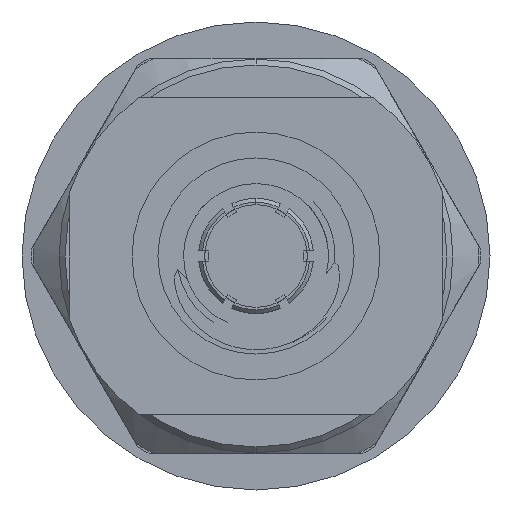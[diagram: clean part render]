
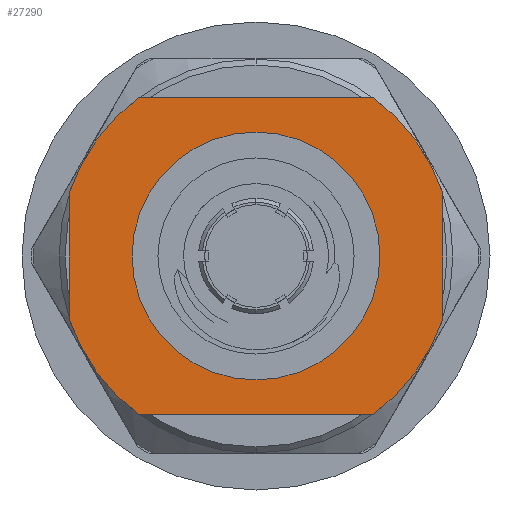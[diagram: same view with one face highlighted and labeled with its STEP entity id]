
A CAD part, left-side view. The second image highlights one B-rep face of the part: STEP entity #27290.
In plain terms, the highlighted face is planar.
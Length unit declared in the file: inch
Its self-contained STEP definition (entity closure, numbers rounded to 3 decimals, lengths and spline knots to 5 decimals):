
#494 = CARTESIAN_POINT ( 'NONE',  ( 0.87777, 0.09308, -0.125 ) ) ;
#771 = ORIENTED_EDGE ( 'NONE', *, *, #31031, .T. ) ;
#1064 = VERTEX_POINT ( 'NONE', #29076 ) ;
#2063 = EDGE_CURVE ( 'NONE', #6004, #5997, #10575, .T. ) ;
#2078 = EDGE_CURVE ( 'NONE', #1064, #17489, #6233, .T. ) ;
#2412 = CARTESIAN_POINT ( 'NONE',  ( 0.87777, 0.15585, 0.125 ) ) ;
#2429 = EDGE_CURVE ( 'NONE', #17489, #1064, #16915, .T. ) ;
#2872 = CIRCLE ( 'NONE', #17116, 0.15585 ) ;
#2884 = CARTESIAN_POINT ( 'NONE',  ( 0.87777, 0.14756, 0. ) ) ;
#3042 = LINE ( 'NONE', #12764, #18961 ) ;
#3186 = AXIS2_PLACEMENT_3D ( 'NONE', #26873, #29263, #7406 ) ;
#3270 = ORIENTED_EDGE ( 'NONE', *, *, #16525, .F. ) ;
#3431 = EDGE_CURVE ( 'NONE', #18302, #8559, #3042, .T. ) ;
#3483 = PLANE ( 'NONE',  #15210 ) ;
#3862 = EDGE_CURVE ( 'NONE', #20374, #28937, #11859, .T. ) ;
#4642 = DIRECTION ( 'NONE',  ( 0., 0., -1. ) ) ;
#5593 = DIRECTION ( 'NONE',  ( 0., -1., 0. ) ) ;
#5672 = DIRECTION ( 'NONE',  ( 0., 0., -1. ) ) ;
#5753 = LINE ( 'NONE', #2884, #10457 ) ;
#5997 = VERTEX_POINT ( 'NONE', #27526 ) ;
#6004 = VERTEX_POINT ( 'NONE', #17916 ) ;
#6198 = DIRECTION ( 'NONE',  ( 0., 0., -1. ) ) ;
#6233 = CIRCLE ( 'NONE', #13340, 0.06 ) ;
#6805 = CARTESIAN_POINT ( 'NONE',  ( 0.87777, 0., 0. ) ) ;
#7406 = DIRECTION ( 'NONE',  ( 0., 0., -1. ) ) ;
#8373 = CARTESIAN_POINT ( 'NONE',  ( 0.87777, 0., 0. ) ) ;
#8559 = VERTEX_POINT ( 'NONE', #29230 ) ;
#8635 = CARTESIAN_POINT ( 'NONE',  ( 0.87777, 0., 0. ) ) ;
#10090 = DIRECTION ( 'NONE',  ( 1., 0., 0. ) ) ;
#10150 = VERTEX_POINT ( 'NONE', #23469 ) ;
#10457 = VECTOR ( 'NONE', #10862, 39.37008 ) ;
#10575 = LINE ( 'NONE', #15335, #28115 ) ;
#10677 = DIRECTION ( 'NONE',  ( 0., 0., -1. ) ) ;
#10833 = CARTESIAN_POINT ( 'NONE',  ( 0.87777, 0.09308, 0.125 ) ) ;
#10862 = DIRECTION ( 'NONE',  ( 0., 0., -1. ) ) ;
#10893 = CIRCLE ( 'NONE', #21564, 0.15585 ) ;
#11024 = ORIENTED_EDGE ( 'NONE', *, *, #2063, .F. ) ;
#11080 = ORIENTED_EDGE ( 'NONE', *, *, #2078, .F. ) ;
#11136 = DIRECTION ( 'NONE',  ( 0., 0., -1. ) ) ;
#11859 = CIRCLE ( 'NONE', #30192, 0.15585 ) ;
#12052 = ORIENTED_EDGE ( 'NONE', *, *, #2429, .F. ) ;
#12764 = CARTESIAN_POINT ( 'NONE',  ( 0.87777, 0.15585, -0.125 ) ) ;
#13340 = AXIS2_PLACEMENT_3D ( 'NONE', #8635, #18028, #17878 ) ;
#14059 = AXIS2_PLACEMENT_3D ( 'NONE', #6805, #26260, #11136 ) ;
#14629 = VERTEX_POINT ( 'NONE', #24309 ) ;
#14880 = CARTESIAN_POINT ( 'NONE',  ( 0.87777, 0.14756, 0.05016 ) ) ;
#15210 = AXIS2_PLACEMENT_3D ( 'NONE', #25336, #27267, #10677 ) ;
#15281 = FACE_OUTER_BOUND ( 'NONE', #25351, .T. ) ;
#15335 = CARTESIAN_POINT ( 'NONE',  ( 0.87777, -0.14756, 0. ) ) ;
#15754 = EDGE_CURVE ( 'NONE', #6004, #8559, #10893, .T. ) ;
#16514 = VECTOR ( 'NONE', #23935, 39.37008 ) ;
#16525 = EDGE_CURVE ( 'NONE', #10150, #28937, #18982, .T. ) ;
#16915 = CIRCLE ( 'NONE', #3186, 0.06 ) ;
#17116 = AXIS2_PLACEMENT_3D ( 'NONE', #26500, #30980, #4642 ) ;
#17389 = CARTESIAN_POINT ( 'NONE',  ( 0.87777, 0., 0.06 ) ) ;
#17489 = VERTEX_POINT ( 'NONE', #17389 ) ;
#17640 = EDGE_CURVE ( 'NONE', #20374, #14629, #5753, .T. ) ;
#17878 = DIRECTION ( 'NONE',  ( 0., 0., -1. ) ) ;
#17916 = CARTESIAN_POINT ( 'NONE',  ( 0.87777, -0.14756, -0.05016 ) ) ;
#18028 = DIRECTION ( 'NONE',  ( 1., 0., 0. ) ) ;
#18302 = VERTEX_POINT ( 'NONE', #494 ) ;
#18961 = VECTOR ( 'NONE', #5593, 39.37008 ) ;
#18982 = LINE ( 'NONE', #2412, #16514 ) ;
#19532 = ORIENTED_EDGE ( 'NONE', *, *, #15754, .T. ) ;
#19890 = ORIENTED_EDGE ( 'NONE', *, *, #17640, .F. ) ;
#19955 = CARTESIAN_POINT ( 'NONE',  ( 0.87777, 0., 0. ) ) ;
#20374 = VERTEX_POINT ( 'NONE', #14880 ) ;
#20681 = CIRCLE ( 'NONE', #14059, 0.15585 ) ;
#21564 = AXIS2_PLACEMENT_3D ( 'NONE', #19955, #10090, #6198 ) ;
#22241 = ORIENTED_EDGE ( 'NONE', *, *, #3431, .F. ) ;
#22933 = FACE_BOUND ( 'NONE', #29716, .T. ) ;
#23469 = CARTESIAN_POINT ( 'NONE',  ( 0.87777, -0.09308, 0.125 ) ) ;
#23935 = DIRECTION ( 'NONE',  ( 0., 1., 0. ) ) ;
#24309 = CARTESIAN_POINT ( 'NONE',  ( 0.87777, 0.14756, -0.05016 ) ) ;
#25336 = CARTESIAN_POINT ( 'NONE',  ( 0.87777, 0.15585, 0. ) ) ;
#25351 = EDGE_LOOP ( 'NONE', ( #22241, #28089, #19890, #27244, #3270, #771, #11024, #19532 ) ) ;
#26260 = DIRECTION ( 'NONE',  ( 1., 0., 0. ) ) ;
#26500 = CARTESIAN_POINT ( 'NONE',  ( 0.87777, 0., 0. ) ) ;
#26873 = CARTESIAN_POINT ( 'NONE',  ( 0.87777, 0., 0. ) ) ;
#27244 = ORIENTED_EDGE ( 'NONE', *, *, #3862, .T. ) ;
#27267 = DIRECTION ( 'NONE',  ( 1., 0., 0. ) ) ;
#27290 = ADVANCED_FACE ( 'NONE', ( #15281, #22933 ), #3483, .T. ) ;
#27377 = DIRECTION ( 'NONE',  ( 1., 0., 0. ) ) ;
#27526 = CARTESIAN_POINT ( 'NONE',  ( 0.87777, -0.14756, 0.05016 ) ) ;
#28089 = ORIENTED_EDGE ( 'NONE', *, *, #30936, .T. ) ;
#28115 = VECTOR ( 'NONE', #30033, 39.37008 ) ;
#28937 = VERTEX_POINT ( 'NONE', #10833 ) ;
#29076 = CARTESIAN_POINT ( 'NONE',  ( 0.87777, 0., -0.06 ) ) ;
#29230 = CARTESIAN_POINT ( 'NONE',  ( 0.87777, -0.09308, -0.125 ) ) ;
#29263 = DIRECTION ( 'NONE',  ( 1., 0., 0. ) ) ;
#29716 = EDGE_LOOP ( 'NONE', ( #11080, #12052 ) ) ;
#30033 = DIRECTION ( 'NONE',  ( 0., 0., 1. ) ) ;
#30192 = AXIS2_PLACEMENT_3D ( 'NONE', #8373, #27377, #5672 ) ;
#30936 = EDGE_CURVE ( 'NONE', #18302, #14629, #2872, .T. ) ;
#30980 = DIRECTION ( 'NONE',  ( 1., 0., 0. ) ) ;
#31031 = EDGE_CURVE ( 'NONE', #10150, #5997, #20681, .T. ) ;
